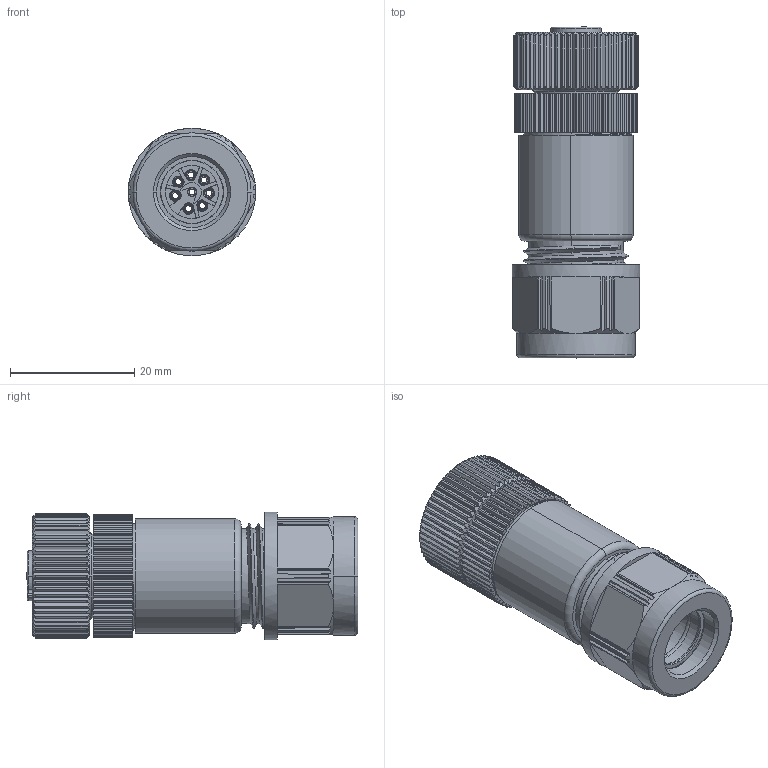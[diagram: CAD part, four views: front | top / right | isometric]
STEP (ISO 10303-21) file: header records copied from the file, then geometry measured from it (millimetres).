
FILE_DESCRIPTION((''),'2;1');
FILE_NAME('PRT0001','2020-12-25T16:04:33',('cm.zhong'),(''),'CREO PARAMETRIC BY PTC INC, 2018400','CREO PARAMETRIC BY PTC INC, 2018400','');
FILE_SCHEMA(('CONFIG_CONTROL_DESIGN'));
Products named in the file (1): PRT0001
Bounding box: 20.5 x 53.38 x 20.49 mm (x, y, z)
Volume: 8965.1 mm3; surface area: 11605.7 mm2
Topology: 1 solids, 1 shells, 1844 faces, 5190 edges, 3343 vertices
Faces by surface type: plane 753, cylinder 464, cone 271, extrusion 266, bspline 57, torus 31, sphere 2
Entity records: 70752 total; most frequent: CARTESIAN_POINT 25448, ORIENTED_EDGE 10380, DIRECTION 8018, EDGE_CURVE 5190, VERTEX_POINT 3343, AXIS2_PLACEMENT_3D 2683, VECTOR 2652, LINE 2386
